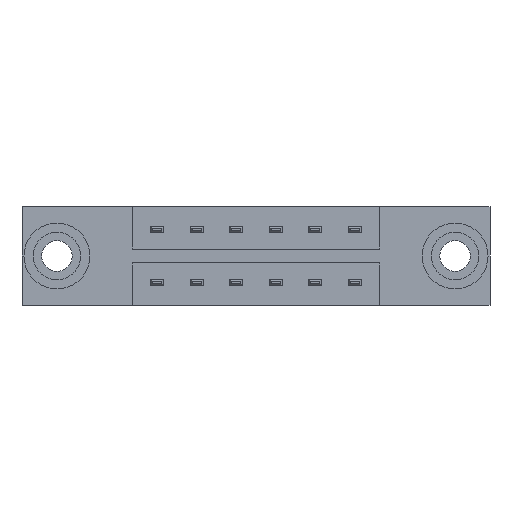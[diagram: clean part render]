
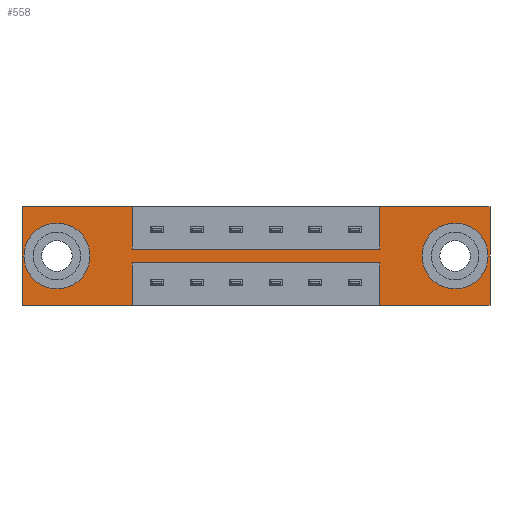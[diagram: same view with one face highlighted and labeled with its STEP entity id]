
A CAD part, front view. The second image highlights one B-rep face of the part: STEP entity #558.
In plain terms, the highlighted planar face has unit normal (0, -1, 0).
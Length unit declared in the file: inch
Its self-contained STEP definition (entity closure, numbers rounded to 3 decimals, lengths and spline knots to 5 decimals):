
#41 = CARTESIAN_POINT ( 'NONE',  ( 0., 0., -0.375 ) ) ;
#78 = AXIS2_PLACEMENT_3D ( 'NONE', #41, #4886, #7029 ) ;
#79 = DIRECTION ( 'NONE',  ( 0., 1., 0. ) ) ;
#175 = CARTESIAN_POINT ( 'NONE',  ( 0., 0., -0.375 ) ) ;
#336 = LINE ( 'NONE', #4501, #2485 ) ;
#399 = CARTESIAN_POINT ( 'NONE',  ( 0.1325, 0., -0.1875 ) ) ;
#530 = DIRECTION ( 'NONE',  ( -1., 0., 0. ) ) ;
#542 = ORIENTED_EDGE ( 'NONE', *, *, #3074, .F. ) ;
#558 = ADVANCED_FACE ( 'NONE', ( #4783, #6422, #8830 ), #2130, .T. ) ;
#747 = CARTESIAN_POINT ( 'NONE',  ( 0.4175, 0., -0.161 ) ) ;
#793 = DIRECTION ( 'NONE',  ( 0., 0., -1. ) ) ;
#855 = CARTESIAN_POINT ( 'NONE',  ( 0.1325, 0., -0.1875 ) ) ;
#895 = DIRECTION ( 'NONE',  ( 0., 0., 1. ) ) ;
#903 = DIRECTION ( 'NONE',  ( -1., 0., 0. ) ) ;
#991 = EDGE_CURVE ( 'NONE', #3151, #5160, #3465, .T. ) ;
#1025 = CARTESIAN_POINT ( 'NONE',  ( 1.3575, 0., -0.161 ) ) ;
#1034 = CARTESIAN_POINT ( 'NONE',  ( 1.3575, 0., -0.214 ) ) ;
#1086 = EDGE_CURVE ( 'NONE', #6323, #3841, #336, .T. ) ;
#1167 = ORIENTED_EDGE ( 'NONE', *, *, #5835, .T. ) ;
#1175 = VERTEX_POINT ( 'NONE', #6756 ) ;
#1285 = VERTEX_POINT ( 'NONE', #5444 ) ;
#1452 = VERTEX_POINT ( 'NONE', #4927 ) ;
#1585 = VERTEX_POINT ( 'NONE', #3761 ) ;
#1659 = LINE ( 'NONE', #2859, #7768 ) ;
#1930 = EDGE_LOOP ( 'NONE', ( #8502, #4043 ) ) ;
#1938 = ORIENTED_EDGE ( 'NONE', *, *, #991, .F. ) ;
#2077 = DIRECTION ( 'NONE',  ( 1., 0., 0. ) ) ;
#2110 = VECTOR ( 'NONE', #3700, 39.37008 ) ;
#2118 = ORIENTED_EDGE ( 'NONE', *, *, #1086, .F. ) ;
#2123 = EDGE_CURVE ( 'NONE', #1452, #1285, #6725, .T. ) ;
#2130 = PLANE ( 'NONE',  #78 ) ;
#2286 = AXIS2_PLACEMENT_3D ( 'NONE', #5089, #5727, #793 ) ;
#2432 = AXIS2_PLACEMENT_3D ( 'NONE', #399, #6165, #2652 ) ;
#2456 = VERTEX_POINT ( 'NONE', #175 ) ;
#2466 = EDGE_CURVE ( 'NONE', #3009, #1175, #5400, .T. ) ;
#2485 = VECTOR ( 'NONE', #3087, 39.37008 ) ;
#2652 = DIRECTION ( 'NONE',  ( 0., 0., 1. ) ) ;
#2780 = VERTEX_POINT ( 'NONE', #4647 ) ;
#2859 = CARTESIAN_POINT ( 'NONE',  ( 1.3575, 0., -0.161 ) ) ;
#2941 = ORIENTED_EDGE ( 'NONE', *, *, #3213, .F. ) ;
#3009 = VERTEX_POINT ( 'NONE', #6999 ) ;
#3035 = ORIENTED_EDGE ( 'NONE', *, *, #2466, .T. ) ;
#3074 = EDGE_CURVE ( 'NONE', #6951, #3151, #3649, .T. ) ;
#3087 = DIRECTION ( 'NONE',  ( 1., 0., 0. ) ) ;
#3151 = VERTEX_POINT ( 'NONE', #5026 ) ;
#3213 = EDGE_CURVE ( 'NONE', #2456, #5955, #5940, .T. ) ;
#3221 = LINE ( 'NONE', #747, #6934 ) ;
#3224 = DIRECTION ( 'NONE',  ( 0., 1., 0. ) ) ;
#3281 = ORIENTED_EDGE ( 'NONE', *, *, #7694, .F. ) ;
#3304 = CARTESIAN_POINT ( 'NONE',  ( 0., 0., 0. ) ) ;
#3435 = CARTESIAN_POINT ( 'NONE',  ( 0.4175, 0., -0.214 ) ) ;
#3465 = LINE ( 'NONE', #4978, #7409 ) ;
#3487 = EDGE_CURVE ( 'NONE', #5955, #1585, #6148, .T. ) ;
#3513 = DIRECTION ( 'NONE',  ( 0., 0., 1. ) ) ;
#3532 = VECTOR ( 'NONE', #8213, 39.37008 ) ;
#3640 = LINE ( 'NONE', #3869, #7251 ) ;
#3649 = LINE ( 'NONE', #5691, #4846 ) ;
#3700 = DIRECTION ( 'NONE',  ( 0., 0., 1. ) ) ;
#3721 = ORIENTED_EDGE ( 'NONE', *, *, #2123, .F. ) ;
#3754 = CARTESIAN_POINT ( 'NONE',  ( 0., 0., -0.375 ) ) ;
#3756 = CARTESIAN_POINT ( 'NONE',  ( 0.4175, 0., -0.375 ) ) ;
#3761 = CARTESIAN_POINT ( 'NONE',  ( 0.4175, 0., 0. ) ) ;
#3841 = VERTEX_POINT ( 'NONE', #1025 ) ;
#3869 = CARTESIAN_POINT ( 'NONE',  ( 0., 0., -0.375 ) ) ;
#3935 = EDGE_CURVE ( 'NONE', #5658, #2456, #3640, .T. ) ;
#4043 = ORIENTED_EDGE ( 'NONE', *, *, #4189, .T. ) ;
#4125 = DIRECTION ( 'NONE',  ( 0., 0., -1. ) ) ;
#4189 = EDGE_CURVE ( 'NONE', #2780, #6300, #5591, .T. ) ;
#4244 = ORIENTED_EDGE ( 'NONE', *, *, #7858, .F. ) ;
#4424 = CIRCLE ( 'NONE', #2432, 0.078 ) ;
#4501 = CARTESIAN_POINT ( 'NONE',  ( 0.4175, 0., -0.161 ) ) ;
#4544 = DIRECTION ( 'NONE',  ( 0., 0., 1. ) ) ;
#4647 = CARTESIAN_POINT ( 'NONE',  ( 0.1325, 0., -0.2655 ) ) ;
#4702 = CIRCLE ( 'NONE', #7742, 0.078 ) ;
#4783 = FACE_BOUND ( 'NONE', #8813, .T. ) ;
#4846 = VECTOR ( 'NONE', #2077, 39.37008 ) ;
#4886 = DIRECTION ( 'NONE',  ( 0., -1., 0. ) ) ;
#4927 = CARTESIAN_POINT ( 'NONE',  ( 1.3575, 0., -0.214 ) ) ;
#4939 = LINE ( 'NONE', #3754, #5261 ) ;
#4977 = EDGE_CURVE ( 'NONE', #5160, #6995, #4939, .T. ) ;
#4978 = CARTESIAN_POINT ( 'NONE',  ( 1.775, 0., 0. ) ) ;
#5026 = CARTESIAN_POINT ( 'NONE',  ( 1.775, 0., 0. ) ) ;
#5044 = CARTESIAN_POINT ( 'NONE',  ( 1.3575, 0., -0.375 ) ) ;
#5056 = DIRECTION ( 'NONE',  ( 0., 0., -1. ) ) ;
#5089 = CARTESIAN_POINT ( 'NONE',  ( 1.6425, 0., -0.1875 ) ) ;
#5092 = CARTESIAN_POINT ( 'NONE',  ( 0.4175, 0., -0.161 ) ) ;
#5160 = VERTEX_POINT ( 'NONE', #8206 ) ;
#5261 = VECTOR ( 'NONE', #903, 39.37008 ) ;
#5389 = CARTESIAN_POINT ( 'NONE',  ( 1.6425, 0., -0.1875 ) ) ;
#5400 = CIRCLE ( 'NONE', #2286, 0.078 ) ;
#5444 = CARTESIAN_POINT ( 'NONE',  ( 0.4175, 0., -0.214 ) ) ;
#5502 = EDGE_CURVE ( 'NONE', #3841, #6951, #1659, .T. ) ;
#5591 = CIRCLE ( 'NONE', #6602, 0.078 ) ;
#5658 = VERTEX_POINT ( 'NONE', #3756 ) ;
#5691 = CARTESIAN_POINT ( 'NONE',  ( 0., 0., 0. ) ) ;
#5727 = DIRECTION ( 'NONE',  ( 0., 1., 0. ) ) ;
#5750 = CARTESIAN_POINT ( 'NONE',  ( 0.4175, 0., -0.214 ) ) ;
#5835 = EDGE_CURVE ( 'NONE', #1175, #3009, #4702, .T. ) ;
#5884 = ORIENTED_EDGE ( 'NONE', *, *, #5502, .F. ) ;
#5940 = LINE ( 'NONE', #7179, #2110 ) ;
#5955 = VERTEX_POINT ( 'NONE', #3304 ) ;
#6148 = LINE ( 'NONE', #8877, #3532 ) ;
#6165 = DIRECTION ( 'NONE',  ( 0., 1., 0. ) ) ;
#6275 = DIRECTION ( 'NONE',  ( -1., 0., 0. ) ) ;
#6300 = VERTEX_POINT ( 'NONE', #7930 ) ;
#6323 = VERTEX_POINT ( 'NONE', #5092 ) ;
#6422 = FACE_BOUND ( 'NONE', #1930, .T. ) ;
#6522 = ORIENTED_EDGE ( 'NONE', *, *, #3935, .F. ) ;
#6602 = AXIS2_PLACEMENT_3D ( 'NONE', #855, #79, #895 ) ;
#6725 = LINE ( 'NONE', #3435, #8362 ) ;
#6756 = CARTESIAN_POINT ( 'NONE',  ( 1.6425, 0., -0.1095 ) ) ;
#6769 = DIRECTION ( 'NONE',  ( 0., 0., -1. ) ) ;
#6934 = VECTOR ( 'NONE', #4125, 39.37008 ) ;
#6944 = CARTESIAN_POINT ( 'NONE',  ( 1.3575, 0., 0. ) ) ;
#6951 = VERTEX_POINT ( 'NONE', #6944 ) ;
#6995 = VERTEX_POINT ( 'NONE', #5044 ) ;
#6999 = CARTESIAN_POINT ( 'NONE',  ( 1.6425, 0., -0.2655 ) ) ;
#7029 = DIRECTION ( 'NONE',  ( 0., 0., -1. ) ) ;
#7047 = DIRECTION ( 'NONE',  ( 0., 0., -1. ) ) ;
#7179 = CARTESIAN_POINT ( 'NONE',  ( 0., 0., 0. ) ) ;
#7251 = VECTOR ( 'NONE', #530, 39.37008 ) ;
#7409 = VECTOR ( 'NONE', #7047, 39.37008 ) ;
#7694 = EDGE_CURVE ( 'NONE', #1285, #5658, #8476, .T. ) ;
#7742 = AXIS2_PLACEMENT_3D ( 'NONE', #5389, #3224, #6769 ) ;
#7768 = VECTOR ( 'NONE', #3513, 39.37008 ) ;
#7858 = EDGE_CURVE ( 'NONE', #6995, #1452, #8055, .T. ) ;
#7930 = CARTESIAN_POINT ( 'NONE',  ( 0.1325, 0., -0.1095 ) ) ;
#7940 = EDGE_LOOP ( 'NONE', ( #4244, #8741, #1938, #542, #5884, #2118, #8886, #8605, #2941, #6522, #3281, #3721 ) ) ;
#8055 = LINE ( 'NONE', #1034, #8806 ) ;
#8206 = CARTESIAN_POINT ( 'NONE',  ( 1.775, 0., -0.375 ) ) ;
#8213 = DIRECTION ( 'NONE',  ( 1., 0., 0. ) ) ;
#8243 = EDGE_CURVE ( 'NONE', #6300, #2780, #4424, .T. ) ;
#8340 = EDGE_CURVE ( 'NONE', #1585, #6323, #3221, .T. ) ;
#8362 = VECTOR ( 'NONE', #6275, 39.37008 ) ;
#8476 = LINE ( 'NONE', #5750, #8590 ) ;
#8502 = ORIENTED_EDGE ( 'NONE', *, *, #8243, .T. ) ;
#8590 = VECTOR ( 'NONE', #5056, 39.37008 ) ;
#8605 = ORIENTED_EDGE ( 'NONE', *, *, #3487, .F. ) ;
#8741 = ORIENTED_EDGE ( 'NONE', *, *, #4977, .F. ) ;
#8806 = VECTOR ( 'NONE', #4544, 39.37008 ) ;
#8813 = EDGE_LOOP ( 'NONE', ( #1167, #3035 ) ) ;
#8830 = FACE_OUTER_BOUND ( 'NONE', #7940, .T. ) ;
#8877 = CARTESIAN_POINT ( 'NONE',  ( 0., 0., 0. ) ) ;
#8886 = ORIENTED_EDGE ( 'NONE', *, *, #8340, .F. ) ;
